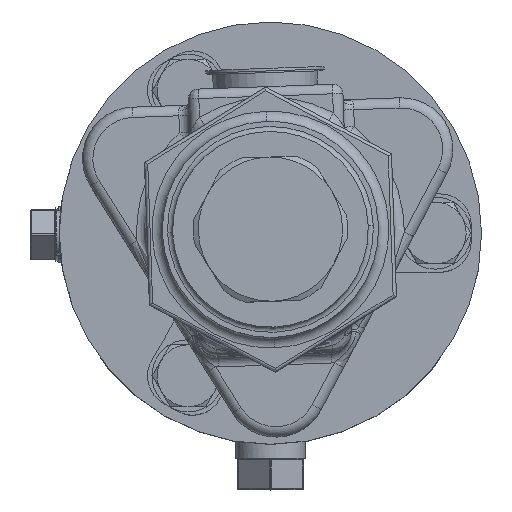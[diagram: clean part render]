
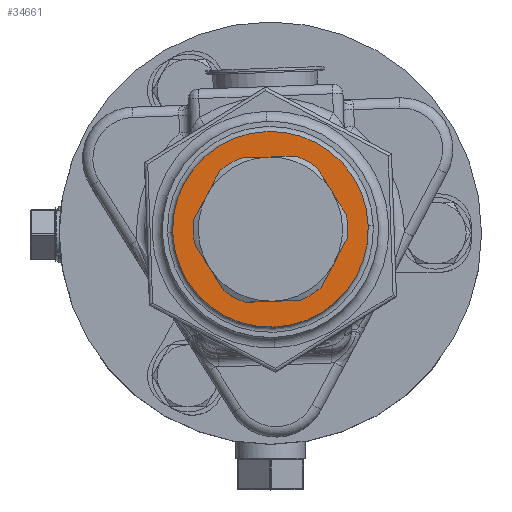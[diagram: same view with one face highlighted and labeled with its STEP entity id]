
A CAD part, top view. The second image highlights one B-rep face of the part: STEP entity #34661.
In plain terms, the highlighted planar face has unit normal (0, 0, 1).
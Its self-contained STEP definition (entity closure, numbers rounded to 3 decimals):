
#1390=CARTESIAN_POINT('',(0.,0.,715.543));
#1391=DIRECTION('',(0.,0.,1.));
#1392=DIRECTION('',(-0.999,-0.035,0.));
#1393=AXIS2_PLACEMENT_3D('',#1390,#1391,#1392);
#1395=CARTESIAN_POINT('',(0.,0.,715.543));
#1396=DIRECTION('',(0.,0.,1.));
#1397=DIRECTION('',(0.999,0.035,0.));
#1398=AXIS2_PLACEMENT_3D('',#1395,#1396,#1397);
#1400=CARTESIAN_POINT('',(0.,0.,715.543));
#1401=DIRECTION('',(0.,0.,1.));
#1402=DIRECTION('',(-0.999,-0.035,0.));
#1403=AXIS2_PLACEMENT_3D('',#1400,#1401,#1402);
#1405=CARTESIAN_POINT('',(0.,0.,715.543));
#1406=DIRECTION('',(0.,0.,1.));
#1407=DIRECTION('',(0.999,0.035,0.));
#1408=AXIS2_PLACEMENT_3D('',#1405,#1406,#1407);
#33511=CARTESIAN_POINT('',(-30.144,-1.053,715.543));
#33512=CARTESIAN_POINT('',(30.144,1.053,715.543));
#33513=VERTEX_POINT('',#33511);
#33514=VERTEX_POINT('',#33512);
#33573=CARTESIAN_POINT('',(-20.193,-0.705,
715.543));
#33574=CARTESIAN_POINT('',(20.193,0.705,
715.543));
#33575=VERTEX_POINT('',#33573);
#33576=VERTEX_POINT('',#33574);
#34645=CARTESIAN_POINT('',(0.,0.,715.543));
#34646=DIRECTION('',(0.,0.,1.));
#34647=DIRECTION('',(-0.035,0.999,0.));
#34648=AXIS2_PLACEMENT_3D('',#34645,#34646,#34647);
#34649=PLANE('',#34648);
#34651=ORIENTED_EDGE('',*,*,#34650,.F.);
#34653=ORIENTED_EDGE('',*,*,#34652,.F.);
#34654=EDGE_LOOP('',(#34651,#34653));
#34655=FACE_OUTER_BOUND('',#34654,.F.);
#34656=ORIENTED_EDGE('',*,*,#34635,.T.);
#34658=ORIENTED_EDGE('',*,*,#34657,.T.);
#34659=EDGE_LOOP('',(#34656,#34658));
#34660=FACE_BOUND('',#34659,.F.);
#34661=ADVANCED_FACE('',(#34655,#34660),#34649,.T.);
#1394=CIRCLE('',#1393,30.162);
#1399=CIRCLE('',#1398,30.162);
#1404=CIRCLE('',#1403,20.206);
#1409=CIRCLE('',#1408,20.206);
#34635=EDGE_CURVE('',#33575,#33576,#1404,.T.);
#34650=EDGE_CURVE('',#33513,#33514,#1394,.T.);
#34652=EDGE_CURVE('',#33514,#33513,#1399,.T.);
#34657=EDGE_CURVE('',#33576,#33575,#1409,.T.);
